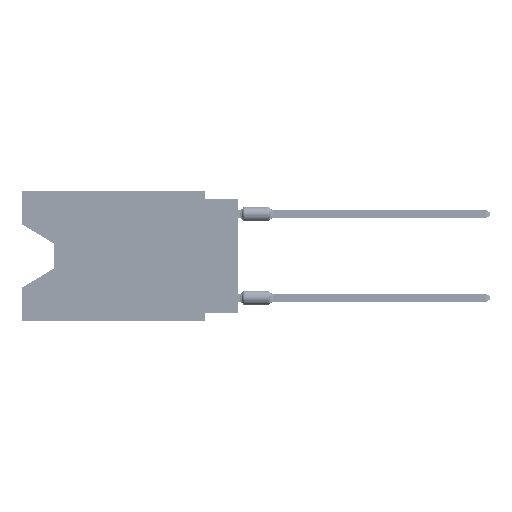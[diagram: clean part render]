
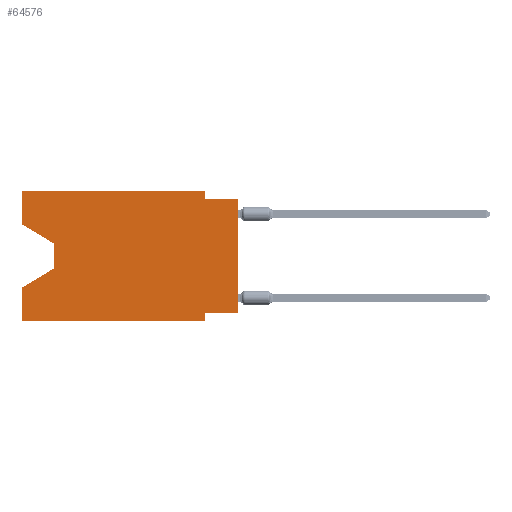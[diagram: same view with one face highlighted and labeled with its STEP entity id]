
A CAD part, left-side view. The second image highlights one B-rep face of the part: STEP entity #64576.
In plain terms, the highlighted planar face has unit normal (-1, 0, 0).
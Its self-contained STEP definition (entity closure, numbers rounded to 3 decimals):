
#175 = CARTESIAN_POINT ( 'NONE',  ( 0., 0., -0.635 ) ) ;
#252 = CARTESIAN_POINT ( 'NONE',  ( 0., 0., 0. ) ) ;
#1187 = CARTESIAN_POINT ( 'NONE',  ( 0., 2.54, -0.635 ) ) ;
#1958 = EDGE_CURVE ( 'NONE', #43553, #5572, #62357, .T. ) ;
#3161 = EDGE_CURVE ( 'NONE', #35243, #17534, #44583, .T. ) ;
#3293 = DIRECTION ( 'NONE',  ( 0., 0., 1. ) ) ;
#4237 = AXIS2_PLACEMENT_3D ( 'NONE', #30862, #53456, #31232 ) ;
#4925 = EDGE_CURVE ( 'NONE', #37451, #35243, #26624, .T. ) ;
#5572 = VERTEX_POINT ( 'NONE', #175 ) ;
#6722 = CARTESIAN_POINT ( 'NONE',  ( 0., 0., -9.271 ) ) ;
#7618 = CARTESIAN_POINT ( 'NONE',  ( 0., 13.97, -4.013 ) ) ;
#7753 = CARTESIAN_POINT ( 'NONE',  ( 0., 16.383, -7.36 ) ) ;
#8469 = EDGE_CURVE ( 'NONE', #54776, #27505, #12012, .T. ) ;
#10060 = CARTESIAN_POINT ( 'NONE',  ( 0., 16.383, -9.906 ) ) ;
#10317 = DIRECTION ( 'NONE',  ( 0., -0.855, -0.519 ) ) ;
#10513 = ORIENTED_EDGE ( 'NONE', *, *, #8469, .T. ) ;
#11459 = VECTOR ( 'NONE', #30212, 1000. ) ;
#11603 = CARTESIAN_POINT ( 'NONE',  ( 0., 0., -0.635 ) ) ;
#11923 = DIRECTION ( 'NONE',  ( 0., 1., 0. ) ) ;
#12012 = LINE ( 'NONE', #39804, #47225 ) ;
#12217 = VERTEX_POINT ( 'NONE', #31036 ) ;
#14467 = CARTESIAN_POINT ( 'NONE',  ( 0., 2.54, 0. ) ) ;
#16033 = ORIENTED_EDGE ( 'NONE', *, *, #51014, .T. ) ;
#16659 = ORIENTED_EDGE ( 'NONE', *, *, #59882, .F. ) ;
#17534 = VERTEX_POINT ( 'NONE', #14467 ) ;
#19756 = PLANE ( 'NONE',  #4237 ) ;
#21415 = DIRECTION ( 'NONE',  ( 0., 0., -1. ) ) ;
#21586 = CARTESIAN_POINT ( 'NONE',  ( 0., 16.383, 0. ) ) ;
#22508 = LINE ( 'NONE', #252, #47101 ) ;
#23412 = LINE ( 'NONE', #6722, #56962 ) ;
#23556 = ORIENTED_EDGE ( 'NONE', *, *, #3161, .F. ) ;
#25163 = LINE ( 'NONE', #47740, #48954 ) ;
#26515 = ORIENTED_EDGE ( 'NONE', *, *, #61002, .F. ) ;
#26624 = LINE ( 'NONE', #31446, #72994 ) ;
#27505 = VERTEX_POINT ( 'NONE', #7753 ) ;
#27651 = EDGE_CURVE ( 'NONE', #37451, #12217, #32912, .T. ) ;
#27730 = VECTOR ( 'NONE', #56777, 1000. ) ;
#28819 = EDGE_CURVE ( 'NONE', #57522, #34644, #25163, .T. ) ;
#30212 = DIRECTION ( 'NONE',  ( 0., -1., 0. ) ) ;
#30862 = CARTESIAN_POINT ( 'NONE',  ( 0., 16.383, 0. ) ) ;
#31036 = CARTESIAN_POINT ( 'NONE',  ( 0., 13.97, -4.013 ) ) ;
#31232 = DIRECTION ( 'NONE',  ( 0., 0., -1. ) ) ;
#31446 = CARTESIAN_POINT ( 'NONE',  ( 0., 16.383, 0. ) ) ;
#32912 = LINE ( 'NONE', #43292, #63266 ) ;
#33233 = VECTOR ( 'NONE', #53179, 1000. ) ;
#34644 = VERTEX_POINT ( 'NONE', #65958 ) ;
#35243 = VERTEX_POINT ( 'NONE', #50503 ) ;
#36120 = LINE ( 'NONE', #58722, #11459 ) ;
#37451 = VERTEX_POINT ( 'NONE', #40325 ) ;
#38486 = ORIENTED_EDGE ( 'NONE', *, *, #4925, .F. ) ;
#38489 = VECTOR ( 'NONE', #73118, 1000. ) ;
#39227 = CARTESIAN_POINT ( 'NONE',  ( 0., 13.97, -5.893 ) ) ;
#39804 = CARTESIAN_POINT ( 'NONE',  ( 0., 13.97, -5.893 ) ) ;
#40325 = CARTESIAN_POINT ( 'NONE',  ( 0., 16.383, -2.546 ) ) ;
#41037 = VERTEX_POINT ( 'NONE', #10060 ) ;
#41176 = VECTOR ( 'NONE', #21415, 1000. ) ;
#41338 = ORIENTED_EDGE ( 'NONE', *, *, #53978, .T. ) ;
#41867 = CARTESIAN_POINT ( 'NONE',  ( 0., 0., -9.271 ) ) ;
#42564 = DIRECTION ( 'NONE',  ( 0., 0., -1. ) ) ;
#43292 = CARTESIAN_POINT ( 'NONE',  ( 0., 16.383, -2.546 ) ) ;
#43553 = VERTEX_POINT ( 'NONE', #1187 ) ;
#44583 = LINE ( 'NONE', #67543, #38489 ) ;
#44744 = LINE ( 'NONE', #71447, #41176 ) ;
#44912 = DIRECTION ( 'NONE',  ( 0., 0., 1. ) ) ;
#45099 = DIRECTION ( 'NONE',  ( 0., 0., 1. ) ) ;
#47101 = VECTOR ( 'NONE', #45099, 1000. ) ;
#47225 = VECTOR ( 'NONE', #68694, 1000. ) ;
#47740 = CARTESIAN_POINT ( 'NONE',  ( 0., 2.54, -9.906 ) ) ;
#48579 = ORIENTED_EDGE ( 'NONE', *, *, #27651, .T. ) ;
#48954 = VECTOR ( 'NONE', #42564, 1000. ) ;
#49665 = EDGE_LOOP ( 'NONE', ( #48579, #69228, #10513, #26515, #16033, #68443, #16659, #41338, #55835, #72336, #23556, #38486 ) ) ;
#50091 = LINE ( 'NONE', #21586, #53523 ) ;
#50503 = CARTESIAN_POINT ( 'NONE',  ( 0., 16.383, 0. ) ) ;
#51014 = EDGE_CURVE ( 'NONE', #41037, #34644, #36120, .T. ) ;
#53179 = DIRECTION ( 'NONE',  ( 0., 0., -1. ) ) ;
#53456 = DIRECTION ( 'NONE',  ( 1., 0., 0. ) ) ;
#53523 = VECTOR ( 'NONE', #44912, 1000. ) ;
#53799 = EDGE_CURVE ( 'NONE', #17534, #43553, #44744, .T. ) ;
#53978 = EDGE_CURVE ( 'NONE', #73157, #5572, #22508, .T. ) ;
#54776 = VERTEX_POINT ( 'NONE', #39227 ) ;
#55835 = ORIENTED_EDGE ( 'NONE', *, *, #1958, .F. ) ;
#55853 = CARTESIAN_POINT ( 'NONE',  ( 0., 2.54, -9.271 ) ) ;
#56777 = DIRECTION ( 'NONE',  ( 0., -1., 0. ) ) ;
#56962 = VECTOR ( 'NONE', #11923, 1000. ) ;
#57522 = VERTEX_POINT ( 'NONE', #55853 ) ;
#58367 = LINE ( 'NONE', #7618, #33233 ) ;
#58722 = CARTESIAN_POINT ( 'NONE',  ( 0., 16.383, -9.906 ) ) ;
#59076 = EDGE_CURVE ( 'NONE', #12217, #54776, #58367, .T. ) ;
#59882 = EDGE_CURVE ( 'NONE', #73157, #57522, #23412, .T. ) ;
#61002 = EDGE_CURVE ( 'NONE', #41037, #27505, #50091, .T. ) ;
#62357 = LINE ( 'NONE', #11603, #27730 ) ;
#63266 = VECTOR ( 'NONE', #10317, 1000. ) ;
#64576 = ADVANCED_FACE ( 'NONE', ( #70511 ), #19756, .F. ) ;
#65958 = CARTESIAN_POINT ( 'NONE',  ( 0., 2.54, -9.906 ) ) ;
#67543 = CARTESIAN_POINT ( 'NONE',  ( 0., 16.383, 0. ) ) ;
#68443 = ORIENTED_EDGE ( 'NONE', *, *, #28819, .F. ) ;
#68694 = DIRECTION ( 'NONE',  ( 0., 0.855, -0.519 ) ) ;
#69228 = ORIENTED_EDGE ( 'NONE', *, *, #59076, .T. ) ;
#70511 = FACE_OUTER_BOUND ( 'NONE', #49665, .T. ) ;
#71447 = CARTESIAN_POINT ( 'NONE',  ( 0., 2.54, 0. ) ) ;
#72336 = ORIENTED_EDGE ( 'NONE', *, *, #53799, .F. ) ;
#72994 = VECTOR ( 'NONE', #3293, 1000. ) ;
#73118 = DIRECTION ( 'NONE',  ( 0., -1., 0. ) ) ;
#73157 = VERTEX_POINT ( 'NONE', #41867 ) ;
